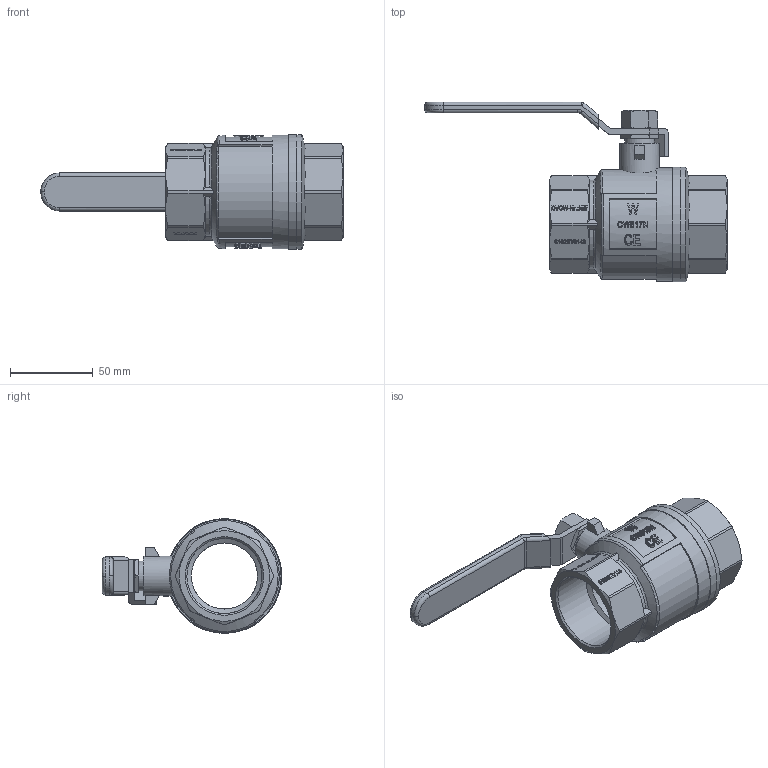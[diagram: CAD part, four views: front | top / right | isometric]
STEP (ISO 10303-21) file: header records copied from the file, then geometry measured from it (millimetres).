
FILE_DESCRIPTION(/* description */ ('Unknown'),/* implementation_level */ '2;1');
FILE_NAME(/* name */ '750-08',/* time_stamp */ '2022-07-26T09:30:23+02:00',/* author */ ('Unknown'),/* organization */ ('Unknown'),/* preprocessor_version */ 'ST-DEVELOPER v16.7',/* originating_system */ 'Solid Edge',/* authorisation */ 'Unknown');
FILE_SCHEMA (('AUTOMOTIVE_DESIGN {1 0 10303 214 3 1 1}'));
Length unit declared in the file: millimetre
Products named in the file (10): 750-08; Spindel-co_oa_0; 600-1_1_4-Mutter-st.g.; 600-1_1_2-Spindel; 600-1_1_2-stopfbuchse; Kvrper; Einschraubteil1; Stahlgriff 1 1_4 - 1 1_2; Stahl-Griff-Ummantelung-1_1_4-1_1_2; Stahl-Griff-1_1_4-1_1_2
Assembly tree (9 placements, depth 3):
  750-08
    Spindel-co_oa_0
      600-1_1_4-Mutter-st.g.
      600-1_1_2-Spindel
      600-1_1_2-stopfbuchse
    Kvrper
    Einschraubteil1
    Stahlgriff 1 1_4 - 1 1_2
      Stahl-Griff-Ummantelung-1_1_4-1_1_2
      Stahl-Griff-1_1_4-1_1_2
Bounding box: 183 x 108.75 x 69.5 mm (x, y, z)
Volume: 134689.9 mm3; surface area: 77338 mm2
Topology: 7 solids, 7 shells, 1770 faces, 4929 edges, 3276 vertices
Faces by surface type: plane 1600, cylinder 103, cone 46, bspline 10, torus 9, sphere 2
Full cylindrical faces by diameter (mm): 10.2 x1, 10.8 x1, 14 x2, 14.1 x1, 14.5 x1, 15 x1, 16 x1, 18 x1, 18.38 x1, 18.398 x1, 20 x1, 24 x1, 40 x2, 45.494 x2, 52 x2, 61 x1, 63 x1, 63.5 x2, 68.5 x1, 69.5 x2
Entity records: 62444 total; most frequent: CARTESIAN_POINT 16038, ORIENTED_EDGE 9744, DIRECTION 9508, EDGE_CURVE 4872, LINE 3510, VECTOR 3510, VERTEX_POINT 3267, AXIS2_PLACEMENT_3D 2999
